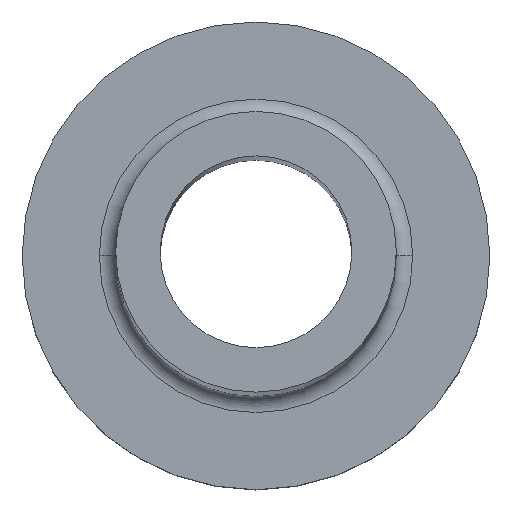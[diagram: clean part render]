
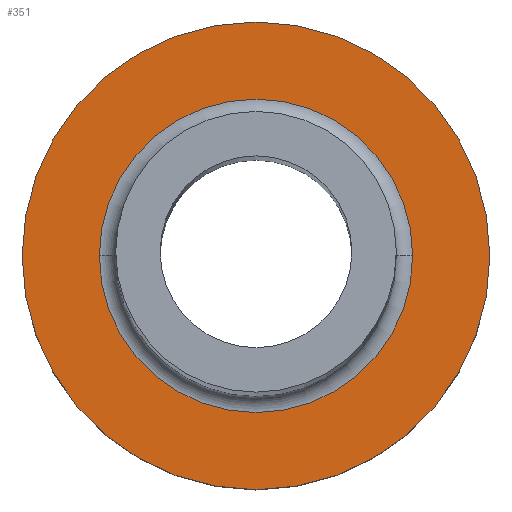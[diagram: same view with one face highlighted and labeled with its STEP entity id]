
A CAD part, top view. The second image highlights one B-rep face of the part: STEP entity #351.
In plain terms, the highlighted planar face has unit normal (0, 0, 1).
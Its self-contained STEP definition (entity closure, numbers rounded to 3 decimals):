
#1 = DIRECTION ( 'NONE',  ( 1., 0., 0. ) ) ;
#8 = EDGE_LOOP ( 'NONE', ( #239, #125 ) ) ;
#14 = DIRECTION ( 'NONE',  ( 1., 0., 0. ) ) ;
#35 = VERTEX_POINT ( 'NONE', #164 ) ;
#39 = CIRCLE ( 'NONE', #213, 6.7 ) ;
#61 = DIRECTION ( 'NONE',  ( 0., 0., 1. ) ) ;
#84 = ORIENTED_EDGE ( 'NONE', *, *, #93, .T. ) ;
#86 = EDGE_CURVE ( 'NONE', #243, #35, #163, .T. ) ;
#90 = AXIS2_PLACEMENT_3D ( 'NONE', #124, #61, #327 ) ;
#93 = EDGE_CURVE ( 'NONE', #35, #243, #39, .T. ) ;
#109 = DIRECTION ( 'NONE',  ( 1., 0., 0. ) ) ;
#120 = VERTEX_POINT ( 'NONE', #305 ) ;
#121 = CARTESIAN_POINT ( 'NONE',  ( 0., 0., 7. ) ) ;
#124 = CARTESIAN_POINT ( 'NONE',  ( 0., 0., 7. ) ) ;
#125 = ORIENTED_EDGE ( 'NONE', *, *, #319, .T. ) ;
#130 = CARTESIAN_POINT ( 'NONE',  ( 0., 0., 7. ) ) ;
#139 = AXIS2_PLACEMENT_3D ( 'NONE', #364, #341, #109 ) ;
#144 = CIRCLE ( 'NONE', #197, 10. ) ;
#147 = EDGE_LOOP ( 'NONE', ( #212, #84 ) ) ;
#163 = CIRCLE ( 'NONE', #139, 6.7 ) ;
#164 = CARTESIAN_POINT ( 'NONE',  ( -6.7, 0., 7. ) ) ;
#195 = DIRECTION ( 'NONE',  ( 1., 0., 0. ) ) ;
#197 = AXIS2_PLACEMENT_3D ( 'NONE', #121, #262, #1 ) ;
#212 = ORIENTED_EDGE ( 'NONE', *, *, #86, .T. ) ;
#213 = AXIS2_PLACEMENT_3D ( 'NONE', #224, #344, #195 ) ;
#224 = CARTESIAN_POINT ( 'NONE',  ( 0., 0., 7. ) ) ;
#225 = EDGE_CURVE ( 'NONE', #120, #363, #144, .T. ) ;
#239 = ORIENTED_EDGE ( 'NONE', *, *, #225, .T. ) ;
#242 = DIRECTION ( 'NONE',  ( 0., 0., 1. ) ) ;
#243 = VERTEX_POINT ( 'NONE', #345 ) ;
#244 = FACE_OUTER_BOUND ( 'NONE', #8, .T. ) ;
#262 = DIRECTION ( 'NONE',  ( 0., 0., 1. ) ) ;
#269 = CARTESIAN_POINT ( 'NONE',  ( 10., 0., 7. ) ) ;
#295 = FACE_BOUND ( 'NONE', #147, .T. ) ;
#297 = PLANE ( 'NONE',  #90 ) ;
#305 = CARTESIAN_POINT ( 'NONE',  ( -10., 0., 7. ) ) ;
#319 = EDGE_CURVE ( 'NONE', #363, #120, #381, .T. ) ;
#327 = DIRECTION ( 'NONE',  ( 1., 0., 0. ) ) ;
#341 = DIRECTION ( 'NONE',  ( 0., 0., -1. ) ) ;
#344 = DIRECTION ( 'NONE',  ( 0., 0., -1. ) ) ;
#345 = CARTESIAN_POINT ( 'NONE',  ( 6.7, 0., 7. ) ) ;
#351 = ADVANCED_FACE ( 'NONE', ( #295, #244 ), #297, .T. ) ;
#363 = VERTEX_POINT ( 'NONE', #269 ) ;
#364 = CARTESIAN_POINT ( 'NONE',  ( 0., 0., 7. ) ) ;
#366 = AXIS2_PLACEMENT_3D ( 'NONE', #130, #242, #14 ) ;
#381 = CIRCLE ( 'NONE', #366, 10. ) ;
